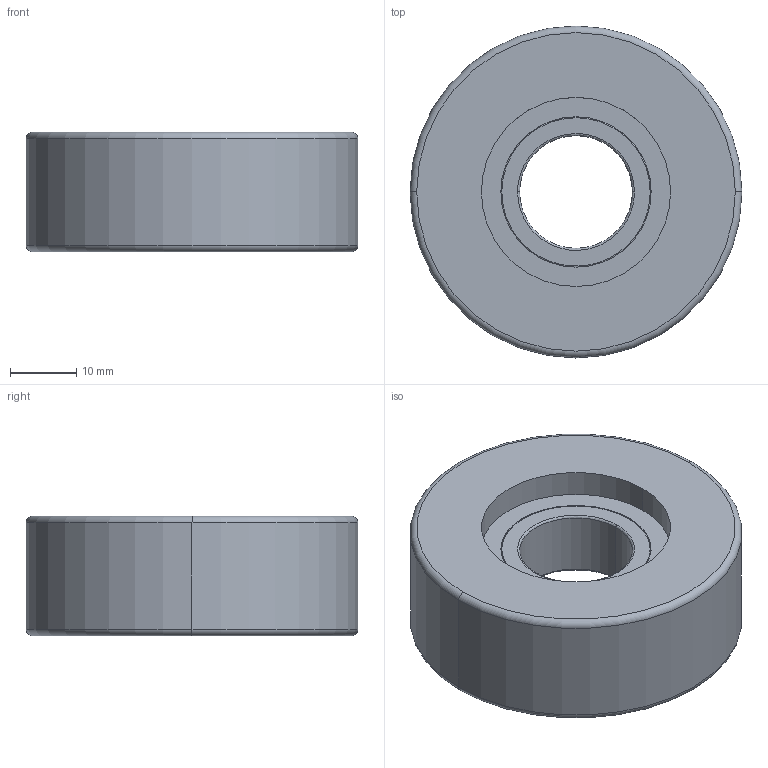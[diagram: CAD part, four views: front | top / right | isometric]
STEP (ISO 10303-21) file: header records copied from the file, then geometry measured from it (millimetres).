
FILE_DESCRIPTION (( 'STEP AP214' ), '1' );
FILE_NAME ('0028243.step', '2021-01-18T12:24:04', ( '' ), ( '' ), 'SwSTEP 2.0', 'SolidWorks 2018', '' );
FILE_SCHEMA (( 'AUTOMOTIVE_DESIGN' ));
Length unit declared in the file: millimetre
Products named in the file (1): 0028243
Bounding box: 50 x 50 x 18 mm (x, y, z)
Volume: 26121 mm3; surface area: 14699.5 mm2
Topology: 15 solids, 15 shells, 88 faces, 202 edges, 108 vertices
Faces by surface type: bspline 38, cylinder 32, plane 14, torus 4
Entity records: 4166 total; most frequent: CARTESIAN_POINT 1339, DIRECTION 358, ORIENTED_EDGE 324, AXIS2_PLACEMENT_3D 163, EDGE_CURVE 162, CIRCLE 112, VERTEX_POINT 108, UNCERTAINTY_MEASURE_WITH_UNIT 105
